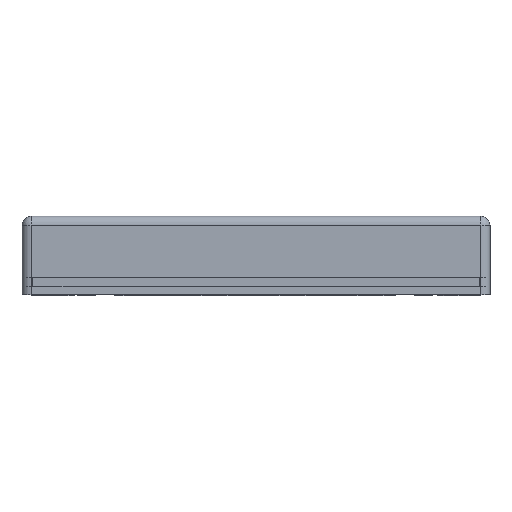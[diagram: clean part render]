
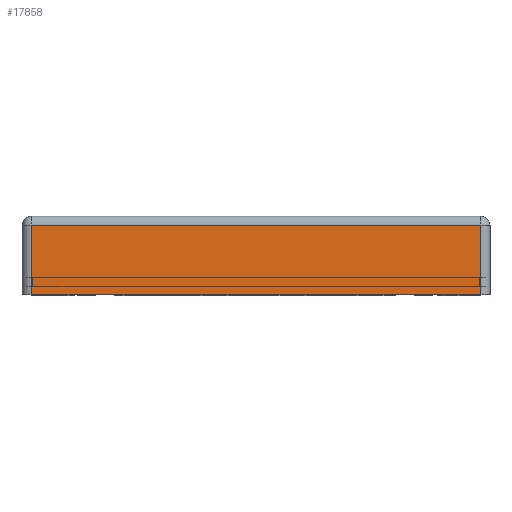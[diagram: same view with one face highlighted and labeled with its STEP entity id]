
A CAD part, left-side view. The second image highlights one B-rep face of the part: STEP entity #17858.
In plain terms, the highlighted planar face has unit normal (-1, 0, 0).
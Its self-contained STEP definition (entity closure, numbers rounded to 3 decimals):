
#17377 = PLANE('',#17378);
#17378 = AXIS2_PLACEMENT_3D('',#17379,#17380,#17381);
#17379 = CARTESIAN_POINT('',(0.,0.,0.01));
#17380 = DIRECTION('',(-0.,-0.,-1.));
#17381 = DIRECTION('',(-1.,0.,0.));
#17405 = CYLINDRICAL_SURFACE('',#17406,0.1);
#17406 = AXIS2_PLACEMENT_3D('',#17407,#17408,#17409);
#17407 = CARTESIAN_POINT('',(-2.4,2.4,0.01));
#17408 = DIRECTION('',(0.,0.,1.));
#17409 = DIRECTION('',(0.,1.,0.));
#17585 = VERTEX_POINT('',#17586);
#17586 = CARTESIAN_POINT('',(-2.5,-2.4,0.01));
#17605 = CYLINDRICAL_SURFACE('',#17606,0.1);
#17606 = AXIS2_PLACEMENT_3D('',#17607,#17608,#17609);
#17607 = CARTESIAN_POINT('',(-2.4,-2.4,0.01));
#17608 = DIRECTION('',(0.,0.,1.));
#17609 = DIRECTION('',(-1.,0.,0.));
#17617 = EDGE_CURVE('',#17585,#17618,#17620,.T.);
#17618 = VERTEX_POINT('',#17619);
#17619 = CARTESIAN_POINT('',(-2.5,2.4,0.01));
#17620 = SURFACE_CURVE('',#17621,(#17625,#17632),.PCURVE_S1.);
#17621 = LINE('',#17622,#17623);
#17622 = CARTESIAN_POINT('',(-2.5,-2.5,0.01));
#17623 = VECTOR('',#17624,1.);
#17624 = DIRECTION('',(0.,1.,0.));
#17625 = PCURVE('',#17377,#17626);
#17626 = DEFINITIONAL_REPRESENTATION('',(#17627),#17631);
#17627 = LINE('',#17628,#17629);
#17628 = CARTESIAN_POINT('',(2.5,-2.5));
#17629 = VECTOR('',#17630,1.);
#17630 = DIRECTION('',(0.,1.));
#17631 = ( GEOMETRIC_REPRESENTATION_CONTEXT(2) 
PARAMETRIC_REPRESENTATION_CONTEXT() REPRESENTATION_CONTEXT('2D SPACE',''
  ) );
#17632 = PCURVE('',#17633,#17638);
#17633 = PLANE('',#17634);
#17634 = AXIS2_PLACEMENT_3D('',#17635,#17636,#17637);
#17635 = CARTESIAN_POINT('',(-2.5,-2.5,0.01));
#17636 = DIRECTION('',(-1.,0.,0.));
#17637 = DIRECTION('',(0.,1.,0.));
#17638 = DEFINITIONAL_REPRESENTATION('',(#17639),#17643);
#17639 = LINE('',#17640,#17641);
#17640 = CARTESIAN_POINT('',(0.,0.));
#17641 = VECTOR('',#17642,1.);
#17642 = DIRECTION('',(1.,0.));
#17643 = ( GEOMETRIC_REPRESENTATION_CONTEXT(2) 
PARAMETRIC_REPRESENTATION_CONTEXT() REPRESENTATION_CONTEXT('2D SPACE',''
  ) );
#17675 = EDGE_CURVE('',#17618,#17676,#17678,.T.);
#17676 = VERTEX_POINT('',#17677);
#17677 = CARTESIAN_POINT('',(-2.5,2.4,0.75));
#17678 = SURFACE_CURVE('',#17679,(#17683,#17690),.PCURVE_S1.);
#17679 = LINE('',#17680,#17681);
#17680 = CARTESIAN_POINT('',(-2.5,2.4,0.01));
#17681 = VECTOR('',#17682,1.);
#17682 = DIRECTION('',(0.,0.,1.));
#17683 = PCURVE('',#17405,#17684);
#17684 = DEFINITIONAL_REPRESENTATION('',(#17685),#17689);
#17685 = LINE('',#17686,#17687);
#17686 = CARTESIAN_POINT('',(1.571,0.));
#17687 = VECTOR('',#17688,1.);
#17688 = DIRECTION('',(0.,1.));
#17689 = ( GEOMETRIC_REPRESENTATION_CONTEXT(2) 
PARAMETRIC_REPRESENTATION_CONTEXT() REPRESENTATION_CONTEXT('2D SPACE',''
  ) );
#17690 = PCURVE('',#17633,#17691);
#17691 = DEFINITIONAL_REPRESENTATION('',(#17692),#17696);
#17692 = LINE('',#17693,#17694);
#17693 = CARTESIAN_POINT('',(4.9,0.));
#17694 = VECTOR('',#17695,1.);
#17695 = DIRECTION('',(0.,-1.));
#17696 = ( GEOMETRIC_REPRESENTATION_CONTEXT(2) 
PARAMETRIC_REPRESENTATION_CONTEXT() REPRESENTATION_CONTEXT('2D SPACE',''
  ) );
#17858 = ADVANCED_FACE('',(#17859),#17633,.T.);
#17859 = FACE_BOUND('',#17860,.T.);
#17860 = EDGE_LOOP('',(#17861,#17862,#17885,#17911));
#17861 = ORIENTED_EDGE('',*,*,#17617,.F.);
#17862 = ORIENTED_EDGE('',*,*,#17863,.T.);
#17863 = EDGE_CURVE('',#17585,#17864,#17866,.T.);
#17864 = VERTEX_POINT('',#17865);
#17865 = CARTESIAN_POINT('',(-2.5,-2.4,0.75));
#17866 = SURFACE_CURVE('',#17867,(#17871,#17878),.PCURVE_S1.);
#17867 = LINE('',#17868,#17869);
#17868 = CARTESIAN_POINT('',(-2.5,-2.4,0.01));
#17869 = VECTOR('',#17870,1.);
#17870 = DIRECTION('',(0.,0.,1.));
#17871 = PCURVE('',#17633,#17872);
#17872 = DEFINITIONAL_REPRESENTATION('',(#17873),#17877);
#17873 = LINE('',#17874,#17875);
#17874 = CARTESIAN_POINT('',(0.1,0.));
#17875 = VECTOR('',#17876,1.);
#17876 = DIRECTION('',(0.,-1.));
#17877 = ( GEOMETRIC_REPRESENTATION_CONTEXT(2) 
PARAMETRIC_REPRESENTATION_CONTEXT() REPRESENTATION_CONTEXT('2D SPACE',''
  ) );
#17878 = PCURVE('',#17605,#17879);
#17879 = DEFINITIONAL_REPRESENTATION('',(#17880),#17884);
#17880 = LINE('',#17881,#17882);
#17881 = CARTESIAN_POINT('',(0.,0.));
#17882 = VECTOR('',#17883,1.);
#17883 = DIRECTION('',(0.,1.));
#17884 = ( GEOMETRIC_REPRESENTATION_CONTEXT(2) 
PARAMETRIC_REPRESENTATION_CONTEXT() REPRESENTATION_CONTEXT('2D SPACE',''
  ) );
#17885 = ORIENTED_EDGE('',*,*,#17886,.T.);
#17886 = EDGE_CURVE('',#17864,#17676,#17887,.T.);
#17887 = SURFACE_CURVE('',#17888,(#17892,#17899),.PCURVE_S1.);
#17888 = LINE('',#17889,#17890);
#17889 = CARTESIAN_POINT('',(-2.5,-2.5,0.75));
#17890 = VECTOR('',#17891,1.);
#17891 = DIRECTION('',(0.,1.,0.));
#17892 = PCURVE('',#17633,#17893);
#17893 = DEFINITIONAL_REPRESENTATION('',(#17894),#17898);
#17894 = LINE('',#17895,#17896);
#17895 = CARTESIAN_POINT('',(0.,-0.74));
#17896 = VECTOR('',#17897,1.);
#17897 = DIRECTION('',(1.,0.));
#17898 = ( GEOMETRIC_REPRESENTATION_CONTEXT(2) 
PARAMETRIC_REPRESENTATION_CONTEXT() REPRESENTATION_CONTEXT('2D SPACE',''
  ) );
#17899 = PCURVE('',#17900,#17905);
#17900 = CYLINDRICAL_SURFACE('',#17901,0.1);
#17901 = AXIS2_PLACEMENT_3D('',#17902,#17903,#17904);
#17902 = CARTESIAN_POINT('',(-2.4,-2.5,0.75));
#17903 = DIRECTION('',(0.,1.,0.));
#17904 = DIRECTION('',(-1.,0.,0.));
#17905 = DEFINITIONAL_REPRESENTATION('',(#17906),#17910);
#17906 = LINE('',#17907,#17908);
#17907 = CARTESIAN_POINT('',(0.,0.));
#17908 = VECTOR('',#17909,1.);
#17909 = DIRECTION('',(0.,1.));
#17910 = ( GEOMETRIC_REPRESENTATION_CONTEXT(2) 
PARAMETRIC_REPRESENTATION_CONTEXT() REPRESENTATION_CONTEXT('2D SPACE',''
  ) );
#17911 = ORIENTED_EDGE('',*,*,#17675,.F.);
